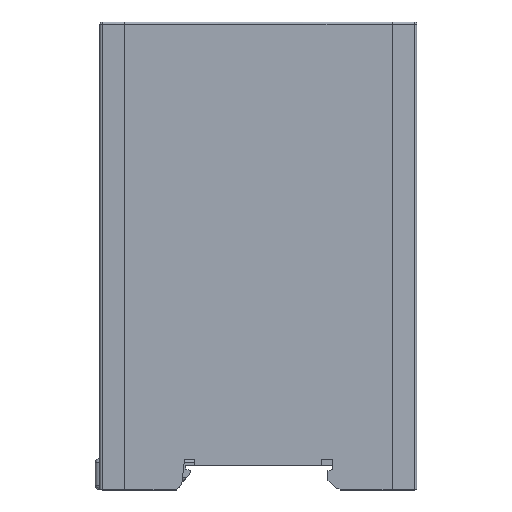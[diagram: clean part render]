
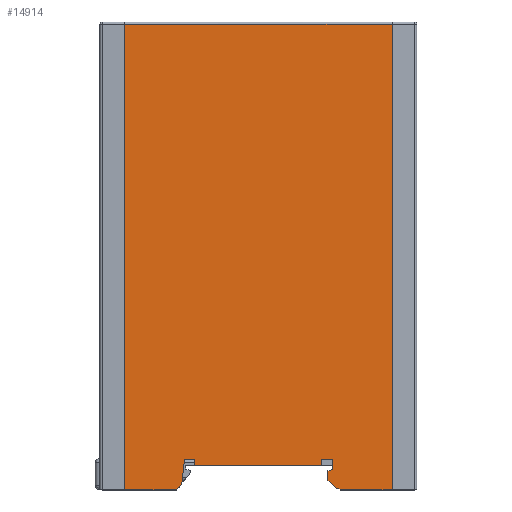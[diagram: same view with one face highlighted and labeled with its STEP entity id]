
A CAD part, top view. The second image highlights one B-rep face of the part: STEP entity #14914.
In plain terms, the highlighted face is planar.
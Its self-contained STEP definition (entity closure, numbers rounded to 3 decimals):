
#312=PLANE('',#15863);
#1463=LINE('',#22147,#3441);
#1472=LINE('',#22177,#3450);
#1474=LINE('',#22181,#3452);
#1475=LINE('',#22183,#3453);
#1476=LINE('',#22185,#3454);
#1477=LINE('',#22187,#3455);
#1478=LINE('',#22189,#3456);
#1479=LINE('',#22191,#3457);
#1480=LINE('',#22193,#3458);
#1481=LINE('',#22195,#3459);
#1482=LINE('',#22197,#3460);
#1483=LINE('',#22199,#3461);
#1484=LINE('',#22201,#3462);
#1485=LINE('',#22203,#3463);
#1486=LINE('',#22205,#3464);
#1487=LINE('',#22207,#3465);
#1488=LINE('',#22209,#3466);
#1489=LINE('',#22210,#3467);
#3441=VECTOR('',#17912,6.34);
#3450=VECTOR('',#17951,11.03);
#3452=VECTOR('',#17955,11.03);
#3453=VECTOR('',#17956,1.23);
#3454=VECTOR('',#17957,0.177);
#3455=VECTOR('',#17958,0.609);
#3456=VECTOR('',#17959,0.249);
#3457=VECTOR('',#17960,0.15);
#3458=VECTOR('',#17961,3.);
#3459=VECTOR('',#17962,0.15);
#3460=VECTOR('',#17963,0.265);
#3461=VECTOR('',#17964,0.24);
#3462=VECTOR('',#17965,0.122);
#3463=VECTOR('',#17966,0.218);
#3464=VECTOR('',#17967,0.283);
#3465=VECTOR('',#17968,0.06);
#3466=VECTOR('',#17969,0.042);
#3467=VECTOR('',#17970,1.23);
#5129=FACE_OUTER_BOUND('',#5910,.T.);
#5910=EDGE_LOOP('',(#11733,#11734,#11735,#11736,#11737,#11738,#11739,#11740,
#11741,#11742,#11743,#11744,#11745,#11746,#11747,#11748,#11749,#11750));
#7128=VERTEX_POINT('',#22144);
#7129=VERTEX_POINT('',#22146);
#7135=VERTEX_POINT('',#22176);
#7136=VERTEX_POINT('',#22180);
#7137=VERTEX_POINT('',#22182);
#7138=VERTEX_POINT('',#22184);
#7139=VERTEX_POINT('',#22186);
#7140=VERTEX_POINT('',#22188);
#7141=VERTEX_POINT('',#22190);
#7142=VERTEX_POINT('',#22192);
#7143=VERTEX_POINT('',#22194);
#7144=VERTEX_POINT('',#22196);
#7145=VERTEX_POINT('',#22198);
#7146=VERTEX_POINT('',#22200);
#7147=VERTEX_POINT('',#22202);
#7148=VERTEX_POINT('',#22204);
#7149=VERTEX_POINT('',#22206);
#7150=VERTEX_POINT('',#22208);
#8814=EDGE_CURVE('',#7128,#7129,#1463,.T.);
#8830=EDGE_CURVE('',#7135,#7129,#1472,.T.);
#8832=EDGE_CURVE('',#7128,#7136,#1474,.T.);
#8833=EDGE_CURVE('',#7136,#7137,#1475,.T.);
#8834=EDGE_CURVE('',#7137,#7138,#1476,.T.);
#8835=EDGE_CURVE('',#7138,#7139,#1477,.T.);
#8836=EDGE_CURVE('',#7139,#7140,#1478,.T.);
#8837=EDGE_CURVE('',#7140,#7141,#1479,.T.);
#8838=EDGE_CURVE('',#7141,#7142,#1480,.T.);
#8839=EDGE_CURVE('',#7142,#7143,#1481,.T.);
#8840=EDGE_CURVE('',#7143,#7144,#1482,.T.);
#8841=EDGE_CURVE('',#7144,#7145,#1483,.T.);
#8842=EDGE_CURVE('',#7145,#7146,#1484,.T.);
#8843=EDGE_CURVE('',#7146,#7147,#1485,.T.);
#8844=EDGE_CURVE('',#7147,#7148,#1486,.T.);
#8845=EDGE_CURVE('',#7148,#7149,#1487,.T.);
#8846=EDGE_CURVE('',#7149,#7150,#1488,.T.);
#8847=EDGE_CURVE('',#7150,#7135,#1489,.T.);
#11733=ORIENTED_EDGE('',*,*,#8814,.F.);
#11734=ORIENTED_EDGE('',*,*,#8832,.T.);
#11735=ORIENTED_EDGE('',*,*,#8833,.T.);
#11736=ORIENTED_EDGE('',*,*,#8834,.T.);
#11737=ORIENTED_EDGE('',*,*,#8835,.T.);
#11738=ORIENTED_EDGE('',*,*,#8836,.T.);
#11739=ORIENTED_EDGE('',*,*,#8837,.T.);
#11740=ORIENTED_EDGE('',*,*,#8838,.T.);
#11741=ORIENTED_EDGE('',*,*,#8839,.T.);
#11742=ORIENTED_EDGE('',*,*,#8840,.T.);
#11743=ORIENTED_EDGE('',*,*,#8841,.T.);
#11744=ORIENTED_EDGE('',*,*,#8842,.T.);
#11745=ORIENTED_EDGE('',*,*,#8843,.T.);
#11746=ORIENTED_EDGE('',*,*,#8844,.T.);
#11747=ORIENTED_EDGE('',*,*,#8845,.T.);
#11748=ORIENTED_EDGE('',*,*,#8846,.T.);
#11749=ORIENTED_EDGE('',*,*,#8847,.T.);
#11750=ORIENTED_EDGE('',*,*,#8830,.T.);
#14914=ADVANCED_FACE('',(#5129),#312,.F.);
#15863=AXIS2_PLACEMENT_3D('',#22179,#17953,#17954);
#17912=DIRECTION('',(-1.,0.,0.));
#17951=DIRECTION('',(0.,1.,0.));
#17953=DIRECTION('center_axis',(0.,0.,1.));
#17954=DIRECTION('ref_axis',(1.,0.,0.));
#17955=DIRECTION('',(0.,-1.,0.));
#17956=DIRECTION('',(-1.,0.,0.));
#17957=DIRECTION('',(-0.707,0.707,0.));
#17958=DIRECTION('',(-0.109,0.994,0.));
#17959=DIRECTION('',(-1.,0.,0.));
#17960=DIRECTION('',(0.,-1.,0.));
#17961=DIRECTION('',(-1.,0.,0.));
#17962=DIRECTION('',(0.,1.,0.));
#17963=DIRECTION('',(-1.,0.,0.));
#17964=DIRECTION('',(0.,-1.,0.));
#17965=DIRECTION('',(0.94,-0.342,0.));
#17966=DIRECTION('',(0.,-1.,0.));
#17967=DIRECTION('',(-0.707,-0.707,0.));
#17968=DIRECTION('',(-1.,0.,0.));
#17969=DIRECTION('',(-0.707,-0.707,0.));
#17970=DIRECTION('',(-1.,0.,0.));
#22144=CARTESIAN_POINT('',(46.601,10.024,0.95));
#22146=CARTESIAN_POINT('',(40.261,10.024,0.95));
#22147=CARTESIAN_POINT('',(46.601,10.024,0.95));
#22176=CARTESIAN_POINT('',(40.261,-1.006,0.95));
#22177=CARTESIAN_POINT('',(40.261,-1.006,0.95));
#22179=CARTESIAN_POINT('Origin',(43.429,5.924,0.95));
#22180=CARTESIAN_POINT('',(46.601,-1.006,0.95));
#22181=CARTESIAN_POINT('',(46.601,10.024,0.95));
#22182=CARTESIAN_POINT('',(45.371,-1.006,0.95));
#22183=CARTESIAN_POINT('',(46.601,-1.006,0.95));
#22184=CARTESIAN_POINT('',(45.246,-0.881,0.95));
#22185=CARTESIAN_POINT('',(45.371,-1.006,0.95));
#22186=CARTESIAN_POINT('',(45.179,-0.276,0.95));
#22187=CARTESIAN_POINT('',(45.246,-0.881,0.95));
#22188=CARTESIAN_POINT('',(44.931,-0.276,0.95));
#22189=CARTESIAN_POINT('',(45.179,-0.276,0.95));
#22190=CARTESIAN_POINT('',(44.931,-0.426,0.95));
#22191=CARTESIAN_POINT('',(44.931,-0.276,0.95));
#22192=CARTESIAN_POINT('',(41.931,-0.426,0.95));
#22193=CARTESIAN_POINT('',(44.931,-0.426,0.95));
#22194=CARTESIAN_POINT('',(41.931,-0.276,0.95));
#22195=CARTESIAN_POINT('',(41.931,-0.426,0.95));
#22196=CARTESIAN_POINT('',(41.666,-0.276,0.95));
#22197=CARTESIAN_POINT('',(41.931,-0.276,0.95));
#22198=CARTESIAN_POINT('',(41.666,-0.516,0.95));
#22199=CARTESIAN_POINT('',(41.666,-0.276,0.95));
#22200=CARTESIAN_POINT('',(41.781,-0.557,0.95));
#22201=CARTESIAN_POINT('',(41.666,-0.516,0.95));
#22202=CARTESIAN_POINT('',(41.781,-0.776,0.95));
#22203=CARTESIAN_POINT('',(41.781,-0.557,0.95));
#22204=CARTESIAN_POINT('',(41.581,-0.976,0.95));
#22205=CARTESIAN_POINT('',(41.781,-0.776,0.95));
#22206=CARTESIAN_POINT('',(41.521,-0.976,0.95));
#22207=CARTESIAN_POINT('',(41.581,-0.976,0.95));
#22208=CARTESIAN_POINT('',(41.491,-1.006,0.95));
#22209=CARTESIAN_POINT('',(41.521,-0.976,0.95));
#22210=CARTESIAN_POINT('',(41.491,-1.006,0.95));
